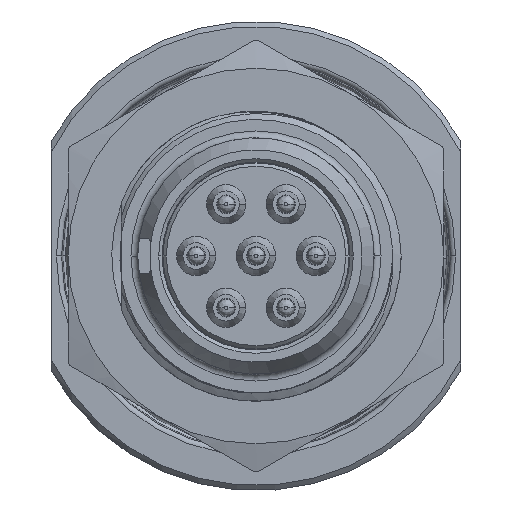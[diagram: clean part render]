
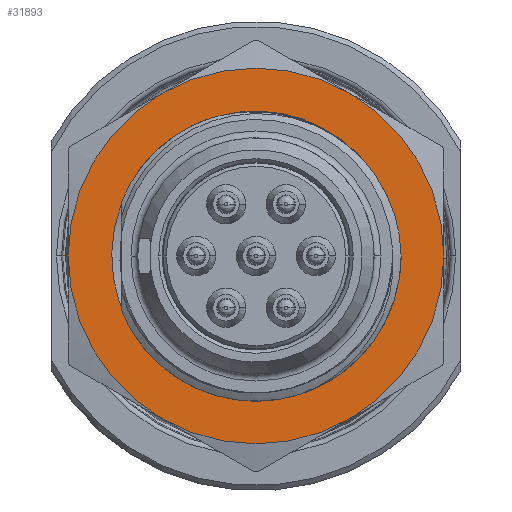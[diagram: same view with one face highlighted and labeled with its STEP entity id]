
A CAD part, left-side view. The second image highlights one B-rep face of the part: STEP entity #31893.
In plain terms, the highlighted planar face has unit normal (-1, 0, 0).
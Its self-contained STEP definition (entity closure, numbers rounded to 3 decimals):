
#5082=DIRECTION('',(0.,0.,1.));
#5083=VECTOR('',#5082,0.138);
#5084=CARTESIAN_POINT('',(11.5,20.55,-10.751));
#5085=LINE('1523',#5084,#5083);
#6326=CARTESIAN_POINT('',(11.5,7.15,-4.224));
#6328=CARTESIAN_POINT('',(11.5,12.65,-13.75));
#6329=DIRECTION('',(-1.,0.,0.));
#6330=DIRECTION('',(0.,-0.5,0.866));
#6331=AXIS2_PLACEMENT_3D('',#6328,#6329,#6330);
#6343=CARTESIAN_POINT('',(11.5,12.65,-13.75));
#6344=DIRECTION('',(1.,0.,0.));
#6345=DIRECTION('',(0.,-0.5,0.866));
#6346=AXIS2_PLACEMENT_3D('',#6343,#6344,#6345);
#6348=CARTESIAN_POINT('',(11.5,12.65,-13.75));
#6349=DIRECTION('',(1.,0.,0.));
#6350=DIRECTION('',(0.,-1.,0.));
#6351=AXIS2_PLACEMENT_3D('',#6348,#6349,#6350);
#6353=CARTESIAN_POINT('',(11.5,12.65,-13.75));
#6354=DIRECTION('',(-1.,0.,0.));
#6355=DIRECTION('',(0.,1.,0.));
#6356=AXIS2_PLACEMENT_3D('',#6353,#6354,#6355);
#6358=CARTESIAN_POINT('',(11.5,12.65,-13.75));
#6359=DIRECTION('',(-1.,0.,0.));
#6360=DIRECTION('',(0.,0.5,0.866));
#6361=AXIS2_PLACEMENT_3D('',#6358,#6359,#6360);
#6363=CARTESIAN_POINT('',(11.5,14.752,-5.532));
#6364=CARTESIAN_POINT('',(11.5,14.565,-5.487));
#6365=CARTESIAN_POINT('',(11.5,14.198,-5.412));
#6366=CARTESIAN_POINT('',(11.5,13.657,-5.34));
#6367=CARTESIAN_POINT('',(11.5,13.311,-5.319));
#6368=CARTESIAN_POINT('',(11.5,13.141,-5.314));
#6393=CARTESIAN_POINT('',(11.5,1.65,-13.75));
#6431=CARTESIAN_POINT('',(11.5,7.15,-23.276));
#6459=CARTESIAN_POINT('',(11.5,18.15,-23.276));
#6461=CARTESIAN_POINT('',(11.5,12.65,-13.75));
#6462=DIRECTION('',(-1.,0.,0.));
#6463=DIRECTION('',(0.,0.5,-0.866));
#6464=AXIS2_PLACEMENT_3D('',#6461,#6462,#6463);
#6512=CARTESIAN_POINT('',(11.5,23.65,-13.75));
#6550=CARTESIAN_POINT('',(11.5,18.15,-4.224));
#6565=CARTESIAN_POINT('',(11.5,12.65,-13.75));
#6566=DIRECTION('',(1.,0.,0.));
#6567=DIRECTION('',(0.,0.929,0.369));
#6568=AXIS2_PLACEMENT_3D('',#6565,#6566,#6567);
#6583=CARTESIAN_POINT('',(11.5,15.277,-5.666));
#6584=CARTESIAN_POINT('',(11.5,15.19,-5.641));
#6585=CARTESIAN_POINT('',(11.5,15.016,-5.594));
#6586=CARTESIAN_POINT('',(11.5,14.84,-5.552));
#6587=CARTESIAN_POINT('',(11.5,14.752,-5.532));
#6890=CARTESIAN_POINT('',(11.5,13.141,-5.314));
#9281=CARTESIAN_POINT('',(11.5,12.65,-13.75));
#9282=DIRECTION('',(1.,0.,0.));
#9283=DIRECTION('',(0.,0.058,0.998));
#9284=AXIS2_PLACEMENT_3D('',#9281,#9282,#9283);
#20236=VERTEX_POINT('',#6326);
#20239=VERTEX_POINT('',#6393);
#20242=VERTEX_POINT('',#6431);
#20254=VERTEX_POINT('',#6459);
#20257=VERTEX_POINT('',#6512);
#20260=VERTEX_POINT('',#6550);
#20264=VERTEX_POINT('',#6890);
#20271=CARTESIAN_POINT('',(11.5,20.55,-10.613));
#20272=CARTESIAN_POINT('',(11.5,15.277,-5.666));
#20273=VERTEX_POINT('',#20271);
#20274=VERTEX_POINT('',#20272);
#20277=VERTEX_POINT('',#6587);
#20294=CARTESIAN_POINT('',(11.5,20.55,-10.751));
#20295=VERTEX_POINT('',#20294);
#31864=CARTESIAN_POINT('',(11.5,12.65,-13.75));
#31865=DIRECTION('',(1.,0.,0.));
#31866=DIRECTION('',(0.,0.,-1.));
#31867=AXIS2_PLACEMENT_3D('',#31864,#31865,#31866);
#31868=PLANE('164',#31867);
#31869=ORIENTED_EDGE('1480',*,*,#31851,.F.);
#31871=ORIENTED_EDGE('1471',*,*,#31870,.T.);
#31873=ORIENTED_EDGE('1472',*,*,#31872,.T.);
#31875=ORIENTED_EDGE('1479',*,*,#31874,.F.);
#31877=ORIENTED_EDGE('1476',*,*,#31876,.F.);
#31879=ORIENTED_EDGE('1475',*,*,#31878,.F.);
#31880=EDGE_LOOP('164',(#31869,#31871,#31873,#31875,#31877,#31879));
#31881=FACE_OUTER_BOUND('164',#31880,.F.);
#31883=ORIENTED_EDGE('1509',*,*,#31882,.F.);
#31884=ORIENTED_EDGE('1523',*,*,#31334,.F.);
#31886=ORIENTED_EDGE('1651',*,*,#31885,.F.);
#31888=ORIENTED_EDGE('1631',*,*,#31887,.F.);
#31890=ORIENTED_EDGE('1511',*,*,#31889,.F.);
#31891=EDGE_LOOP('164',(#31883,#31884,#31886,#31888,#31890));
#31892=FACE_BOUND('164',#31891,.F.);
#6332=CIRCLE('1480',#6331,11.);
#6347=CIRCLE('1471',#6346,11.);
#6352=CIRCLE('1472',#6351,11.);
#6357=CIRCLE('1476',#6356,11.);
#6362=CIRCLE('1475',#6361,11.);
#6369=B_SPLINE_CURVE_WITH_KNOTS('1631',3,(#6363,#6364,#6365,#6366,#6367,#6368),
.UNSPECIFIED.,.F.,.F.,(4,1,1,4),(0.,0.333,0.667,1.),
.UNSPECIFIED.);
#6465=CIRCLE('1479',#6464,11.);
#6569=CIRCLE('1509',#6568,8.5);
#6588=B_SPLINE_CURVE_WITH_KNOTS('1511',3,(#6583,#6584,#6585,#6586,#6587),
.UNSPECIFIED.,.F.,.F.,(4,1,4),(0.,0.5,1.),.UNSPECIFIED.);
#9285=CIRCLE('1651',#9284,8.45);
#31334=EDGE_CURVE('1523',#20295,#20273,#5085,.T.);
#31851=EDGE_CURVE('1480',#20236,#20260,#6332,.T.);
#31870=EDGE_CURVE('1471',#20236,#20239,#6347,.T.);
#31872=EDGE_CURVE('1472',#20239,#20242,#6352,.T.);
#31874=EDGE_CURVE('1479',#20254,#20242,#6465,.T.);
#31876=EDGE_CURVE('1476',#20257,#20254,#6357,.T.);
#31878=EDGE_CURVE('1475',#20260,#20257,#6362,.T.);
#31882=EDGE_CURVE('1509',#20273,#20274,#6569,.T.);
#31885=EDGE_CURVE('1651',#20264,#20295,#9285,.T.);
#31887=EDGE_CURVE('1631',#20277,#20264,#6369,.T.);
#31889=EDGE_CURVE('1511',#20274,#20277,#6588,.T.);
#31893=ADVANCED_FACE('164',(#31881,#31892),#31868,.F.);
